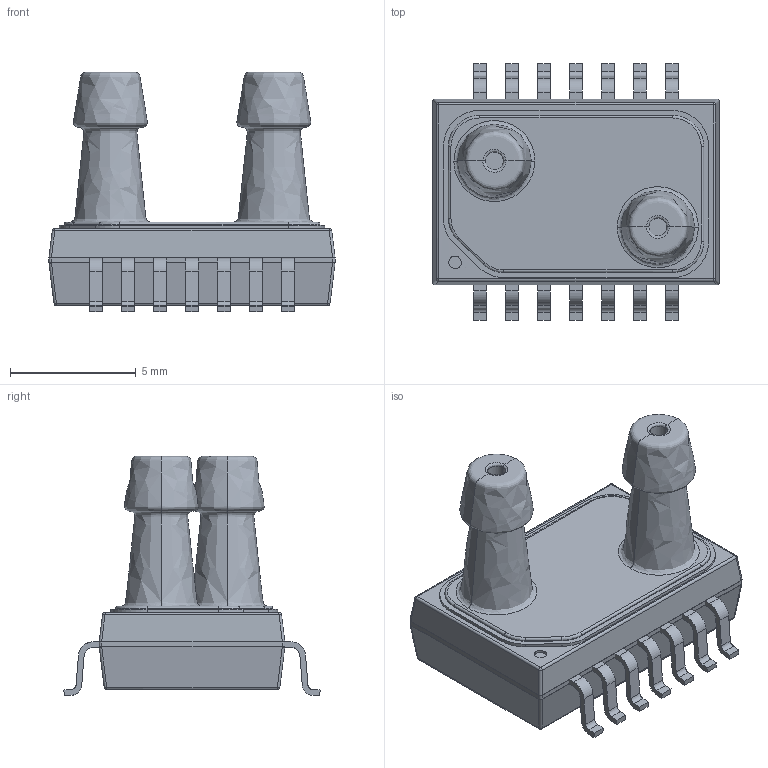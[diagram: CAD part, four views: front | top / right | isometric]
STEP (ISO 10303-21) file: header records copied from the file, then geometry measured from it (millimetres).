
FILE_DESCRIPTION(/* description */ (''),/* implementation_level */ '2;1');
FILE_NAME(/* name */ 'NPAXXX~1',/* time_stamp */ '2017-02-07T18:36:05+01:00',/* author */ (''),/* organization */ (''),/* preprocessor_version */ 'ST-DEVELOPER v14',/* originating_system */ '',/* authorisation */ '');
FILE_SCHEMA (('AUTOMOTIVE_DESIGN'));
Length unit declared in the file: millimetre
Products named in the file (1): Document
Bounding box: 11.36 x 10.17 x 9.5 mm (x, y, z)
Volume: 5.1 mm3; surface area: 461.6 mm2
Topology: 14 solids, 15 shells, 363 faces, 928 edges, 590 vertices
Faces by surface type: bspline 297, plane 66
Entity records: 13327 total; most frequent: CARTESIAN_POINT 8034, ORIENTED_EDGE 1802, EDGE_CURVE 919, VERTEX_POINT 588, EDGE_LOOP 375, ADVANCED_FACE 363, FACE_OUTER_BOUND 363, B_SPLINE_CURVE_WITH_KNOTS 360
